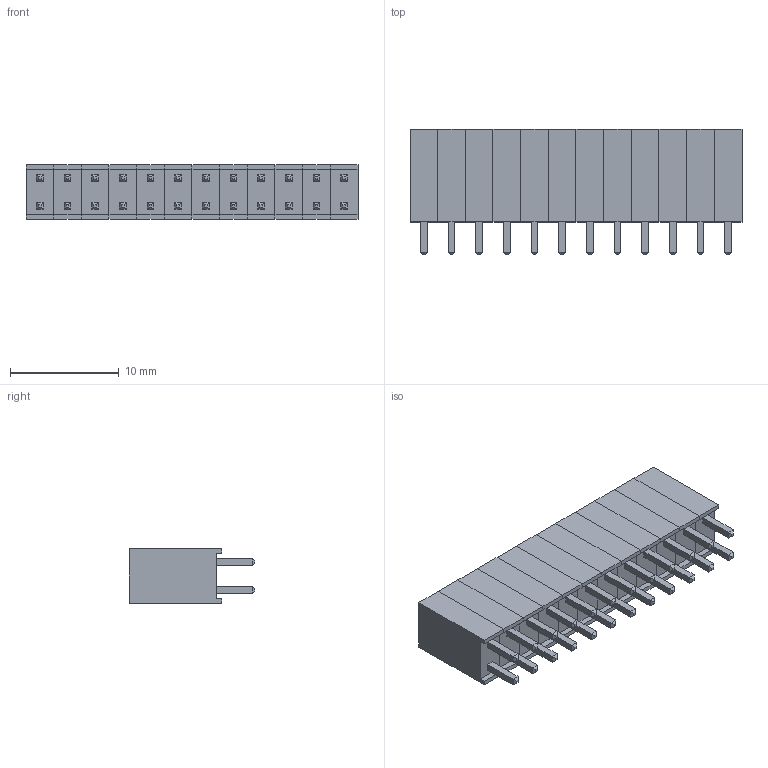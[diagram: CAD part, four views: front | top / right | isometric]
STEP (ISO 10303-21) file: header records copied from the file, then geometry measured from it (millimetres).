
FILE_DESCRIPTION (( 'STEP AP214' ), '1' );
FILE_NAME ('DS-1023-24.STEP', '2019-07-10T22:31:13', ( '' ), ( '' ), 'SwSTEP 2.0', 'SolidWorks 2018', '' );
FILE_SCHEMA (( 'AUTOMOTIVE_DESIGN' ));
Length unit declared in the file: millimetre
Products named in the file (1): DS-1023-24
Bounding box: 30.48 x 11.5 x 5 mm (x, y, z)
Volume: 1205.8 mm3; surface area: 2248.9 mm2
Topology: 12 solids, 12 shells, 552 faces, 1248 edges, 768 vertices
Faces by surface type: plane 552
Entity records: 21041 total; most frequent: CARTESIAN_POINT 2569, ORIENTED_EDGE 2496, DIRECTION 2354, EDGE_CURVE 1248, LINE 1248, VECTOR 1248, VERTEX_POINT 768, EDGE_LOOP 600
